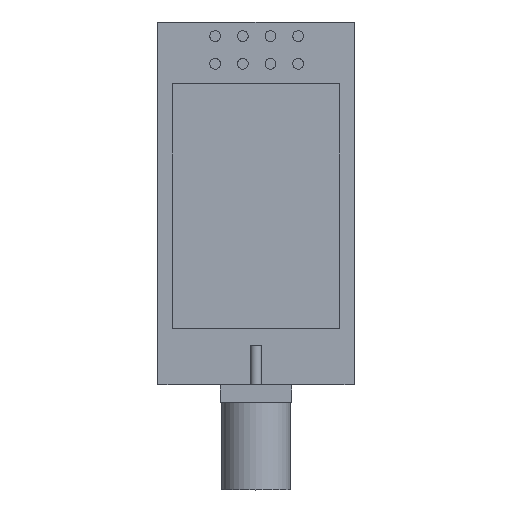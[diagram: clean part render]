
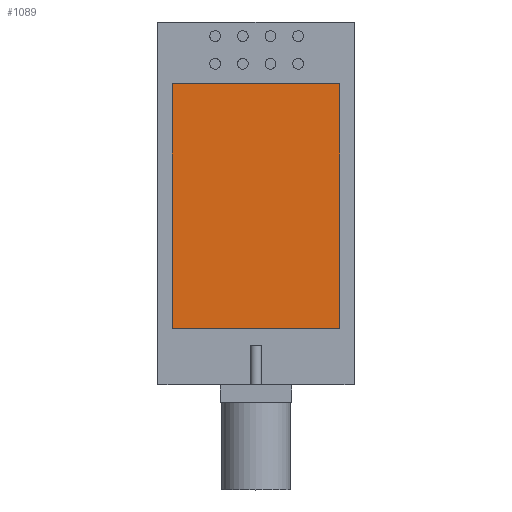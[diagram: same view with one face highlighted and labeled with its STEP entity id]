
A CAD part, top view. The second image highlights one B-rep face of the part: STEP entity #1089.
In plain terms, the highlighted planar face has unit normal (0, 0, 1).
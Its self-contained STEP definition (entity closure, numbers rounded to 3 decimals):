
#74=PLANE('',#1226);
#144=FACE_OUTER_BOUND('',#237,.T.);
#237=EDGE_LOOP('',(#842,#843,#844,#845));
#333=LINE('',#1796,#418);
#336=LINE('',#1802,#421);
#339=LINE('',#1808,#424);
#342=LINE('',#1812,#427);
#418=VECTOR('',#1420,10.);
#421=VECTOR('',#1425,10.);
#424=VECTOR('',#1430,10.);
#427=VECTOR('',#1435,10.);
#559=VERTEX_POINT('',#1793);
#560=VERTEX_POINT('',#1795);
#562=VERTEX_POINT('',#1801);
#564=VERTEX_POINT('',#1807);
#659=EDGE_CURVE('',#560,#559,#333,.T.);
#662=EDGE_CURVE('',#562,#560,#336,.T.);
#665=EDGE_CURVE('',#564,#562,#339,.T.);
#668=EDGE_CURVE('',#559,#564,#342,.T.);
#842=ORIENTED_EDGE('',*,*,#668,.T.);
#843=ORIENTED_EDGE('',*,*,#665,.T.);
#844=ORIENTED_EDGE('',*,*,#662,.T.);
#845=ORIENTED_EDGE('',*,*,#659,.T.);
#1089=ADVANCED_FACE('',(#144),#74,.T.);
#1226=AXIS2_PLACEMENT_3D('',#1813,#1436,#1437);
#1420=DIRECTION('',(1.,0.,0.));
#1425=DIRECTION('',(0.,-1.,0.));
#1430=DIRECTION('',(-1.,0.,0.));
#1435=DIRECTION('',(0.,1.,0.));
#1436=DIRECTION('center_axis',(0.,0.,1.));
#1437=DIRECTION('ref_axis',(1.,0.,0.));
#1793=CARTESIAN_POINT('',(7.665,5.15,3.225));
#1795=CARTESIAN_POINT('',(-7.665,5.15,3.225));
#1796=CARTESIAN_POINT('',(-7.665,5.15,3.225));
#1801=CARTESIAN_POINT('',(-7.665,27.63,3.225));
#1802=CARTESIAN_POINT('',(-7.665,27.63,3.225));
#1807=CARTESIAN_POINT('',(7.665,27.63,3.225));
#1808=CARTESIAN_POINT('',(7.665,27.63,3.225));
#1812=CARTESIAN_POINT('',(7.665,5.15,3.225));
#1813=CARTESIAN_POINT('Origin',(0.,16.39,3.225));
